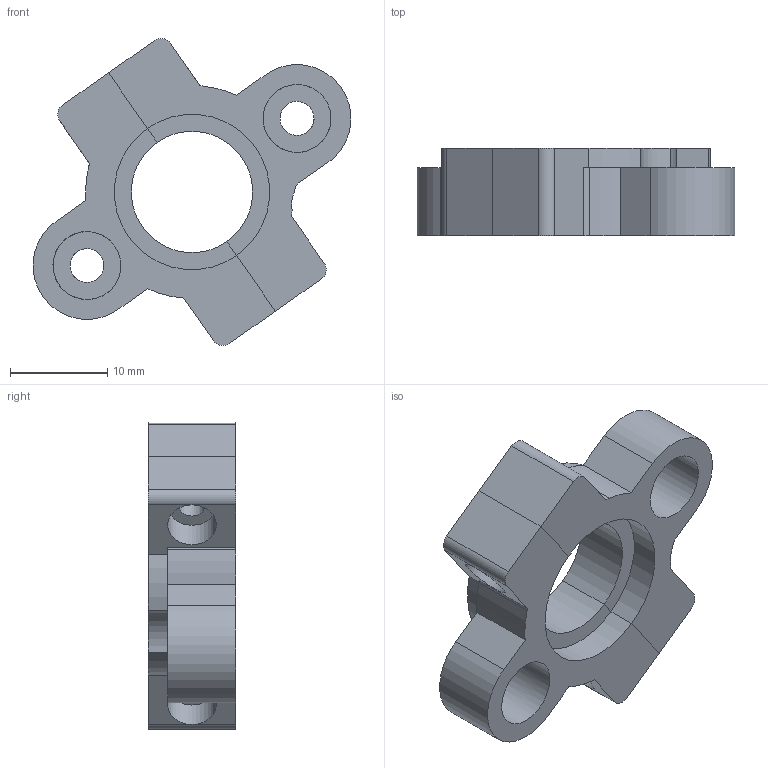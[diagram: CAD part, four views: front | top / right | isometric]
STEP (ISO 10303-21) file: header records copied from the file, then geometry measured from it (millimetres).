
FILE_DESCRIPTION(/* description */ (''),/* implementation_level */ '2;1');
FILE_NAME(/* name */ 'hot_end_adapter_e3d.step',/* time_stamp */ '2019-01-13T15:00:04+01:00',/* author */ (''),/* organization */ (''),/* preprocessor_version */ 'ST-DEVELOPER v17.2',/* originating_system */ 'Autodesk Translation Framework v7.6.0.251',/* authorisation */ '');
FILE_SCHEMA (('AUTOMOTIVE_DESIGN { 1 0 10303 214 3 1 1 }'));
Length unit declared in the file: millimetre
Products named in the file (3): (Unsaved); hot_end_adapter_e3d; KVT 001M2,5 (2)
Assembly tree (3 placements, depth 3):
  (Unsaved)
    hot_end_adapter_e3d
      KVT 001M2,5 (2)  x2
Bounding box: 32.68 x 9 x 31.57 mm (x, y, z)
Volume: 3542 mm3; surface area: 3525 mm2
Topology: 2 solids, 510 shells, 575 faces, 3147 edges, 3072 vertices
Faces by surface type: plane 524, cylinder 39, cone 12
Full cylindrical faces by diameter (mm): 2.013 x2, 2.7 x2, 3.443 x2, 3.5 x2, 3.8 x2, 5 x2, 7 x2
Entity records: 17426 total; most frequent: CARTESIAN_POINT 3588, DIRECTION 2912, ORIENTED_EDGE 1853, EDGE_CURVE 1664, VERTEX_POINT 1597, LINE 1070, VECTOR 1070, AXIS2_PLACEMENT_3D 921
